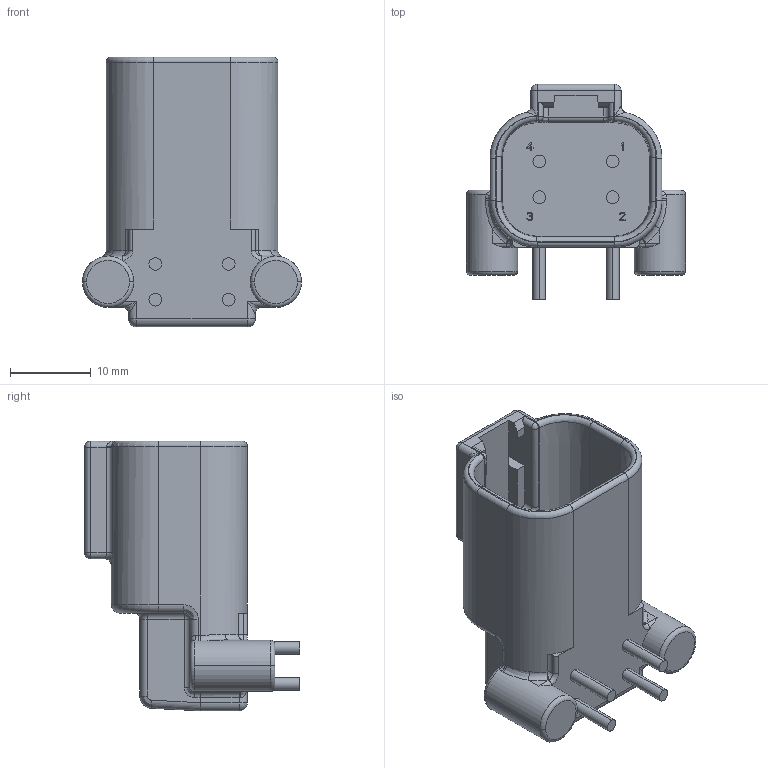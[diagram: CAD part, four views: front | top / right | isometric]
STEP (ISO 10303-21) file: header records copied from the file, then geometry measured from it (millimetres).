
FILE_DESCRIPTION((''),'2;1');
FILE_NAME('C-DTF13-4P-G003','2016-12-14T',('workeradm'),('Tyco Electronics Ltd.'),'CREO PARAMETRIC BY PTC INC, 2016050','CREO PARAMETRIC BY PTC INC, 2016050','');
FILE_SCHEMA(('AUTOMOTIVE_DESIGN { 1 0 10303 214 1 1 1 1 }'));
Length unit declared in the file: millimetre
Products named in the file (1): C-DTF13-4P-G003
Bounding box: 27.18 x 26.7 x 33.48 mm (x, y, z)
Volume: 5736.2 mm3; surface area: 4637.9 mm2
Topology: 1 solids, 1 shells, 325 faces, 817 edges, 506 vertices
Faces by surface type: plane 171, cylinder 88, bspline 26, torus 26, sphere 10, cone 4
Entity records: 18921 total; most frequent: CARTESIAN_POINT 11056, ORIENTED_EDGE 1634, DIRECTION 1553, EDGE_CURVE 817, VECTOR 547, LINE 547, VERTEX_POINT 506, AXIS2_PLACEMENT_3D 503
